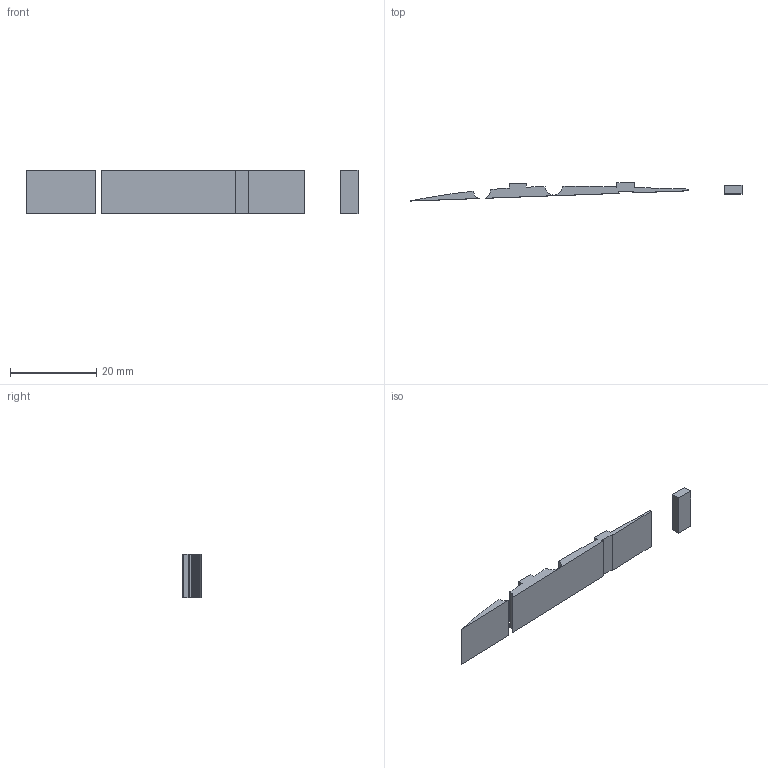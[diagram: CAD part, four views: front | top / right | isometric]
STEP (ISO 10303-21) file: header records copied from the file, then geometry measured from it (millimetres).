
FILE_DESCRIPTION(('Open CASCADE Model'),'2;1');
FILE_NAME('Open CASCADE Shape Model','2024-05-29T19:02:14',('Author'),( 'Open CASCADE'),'Open CASCADE STEP processor 7.7','Open CASCADE 7.7' ,'Unknown');
FILE_SCHEMA(('AUTOMOTIVE_DESIGN { 1 0 10303 214 1 1 1 1 }'));
Length unit declared in the file: millimetre
Products named in the file (4): Open CASCADE STEP translator 7.7 3; Open CASCADE STEP translator 7.7 3.1; Open CASCADE STEP translator 7.7 3.2; Open CASCADE STEP translator 7.7 3.3
Assembly tree (3 placements, depth 2):
  Open CASCADE STEP translator 7.7 3
    Open CASCADE STEP translator 7.7 3.1
    Open CASCADE STEP translator 7.7 3.2
    Open CASCADE STEP translator 7.7 3.3
Bounding box: 77 x 4.19 x 10 mm (x, y, z)
Volume: 988.6 mm3; surface area: 1689 mm2
Topology: 3 solids, 3 shells, 77 faces, 213 edges, 142 vertices
Faces by surface type: plane 71, cylinder 6
Entity records: 5281 total; most frequent: CARTESIAN_POINT 928, DIRECTION 802, LINE 615, VECTOR 615, ORIENTED_EDGE 426, PCURVE 426, DEFINITIONAL_REPRESENTATION 426, EDGE_CURVE 213
